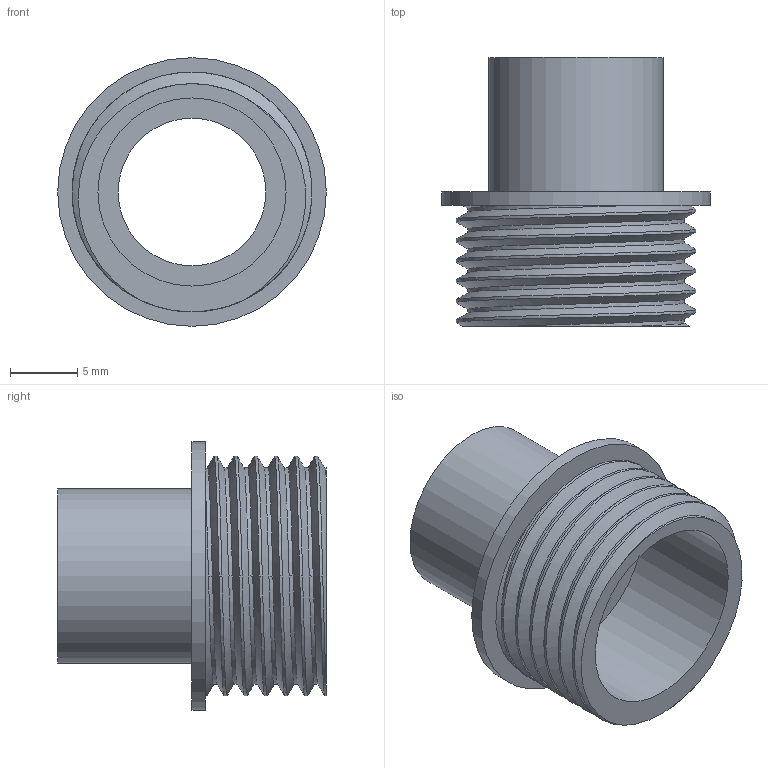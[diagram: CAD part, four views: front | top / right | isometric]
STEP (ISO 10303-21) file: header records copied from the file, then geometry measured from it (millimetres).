
FILE_DESCRIPTION(/* description */ (''),/* implementation_level */ '2;1');
FILE_NAME(/* name */ 'Naustok_vrch.step',/* time_stamp */ '2021-04-04T22:29:32+02:00',/* author */ (''),/* organization */ (''),/* preprocessor_version */ 'ST-DEVELOPER v18.1',/* originating_system */ 'Autodesk Translation Framework v9.10.0.1330',/* authorisation */ '');
FILE_SCHEMA (('AUTOMOTIVE_DESIGN { 1 0 10303 214 3 1 1 }'));
Length unit declared in the file: millimetre
Products named in the file (1): Naustok_vrch
Bounding box: 20 x 20 x 20 mm (x, y, z)
Volume: 1243.8 mm3; surface area: 2481.6 mm2
Topology: 1 solids, 1 shells, 25 faces, 60 edges, 40 vertices
Faces by surface type: cylinder 18, plane 5, bspline 2
Full cylindrical faces by diameter (mm): 11 x1, 13 x1, 14 x1, 16.137 x5, 17.85 x5, 20 x1
Entity records: 2525 total; most frequent: CARTESIAN_POINT 1958, ORIENTED_EDGE 120, DIRECTION 88, EDGE_CURVE 60, VERTEX_POINT 40, AXIS2_PLACEMENT_3D 36, B_SPLINE_CURVE_WITH_KNOTS 32, EDGE_LOOP 30
